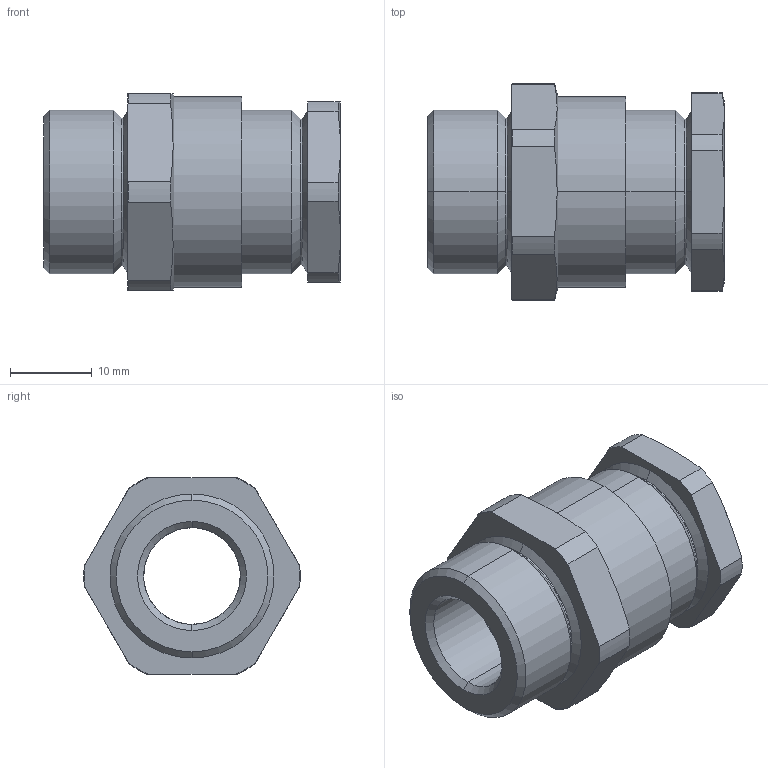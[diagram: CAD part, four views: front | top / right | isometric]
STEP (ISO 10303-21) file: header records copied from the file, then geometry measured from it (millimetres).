
FILE_DESCRIPTION (( 'STEP AP203' ), '1' );
FILE_NAME ('20SA21RA.STEP', '2021-03-23T10:04:37', ( '' ), ( '' ), 'SwSTEP 2.0', 'SolidWorks 2017', '' );
FILE_SCHEMA (( 'CONFIG_CONTROL_DESIGN' ));
Length unit declared in the file: millimetre
Products named in the file (1): 20SA21RA
Bounding box: 36.21 x 26.39 x 24 mm (x, y, z)
Volume: 8315 mm3; surface area: 6410.3 mm2
Topology: 1 solids, 20 shells, 326 faces, 798 edges, 520 vertices
Faces by surface type: plane 127, bspline 121, cone 42, cylinder 34, torus 2
Entity records: 16897 total; most frequent: CARTESIAN_POINT 9930, ORIENTED_EDGE 1596, DIRECTION 1050, EDGE_CURVE 798, VERTEX_POINT 520, LINE 410, VECTOR 410, EDGE_LOOP 352
